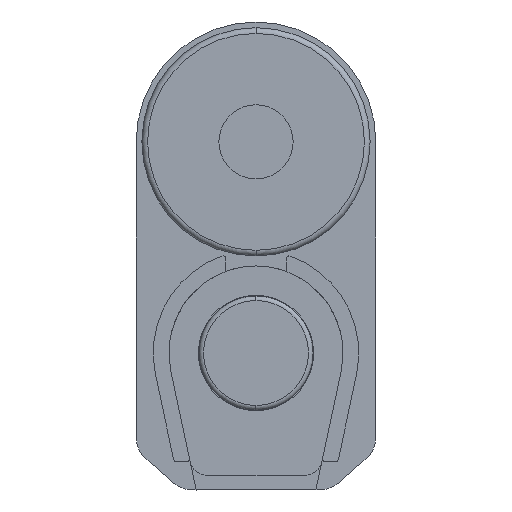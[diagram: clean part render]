
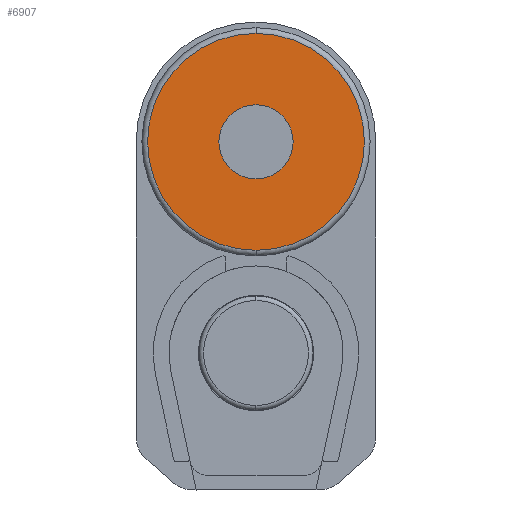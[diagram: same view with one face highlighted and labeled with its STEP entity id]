
A CAD part, front view. The second image highlights one B-rep face of the part: STEP entity #6907.
In plain terms, the highlighted planar face has unit normal (0, -1, 0).
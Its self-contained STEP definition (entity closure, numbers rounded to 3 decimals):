
#172 = EDGE_CURVE ( 'NONE', #22064, #21175, #1612, .T. ) ;
#638 = AXIS2_PLACEMENT_3D ( 'NONE', #14764, #16389, #6001 ) ;
#857 = VERTEX_POINT ( 'NONE', #13734 ) ;
#869 = AXIS2_PLACEMENT_3D ( 'NONE', #16891, #13287, #11376 ) ;
#1403 = CARTESIAN_POINT ( 'NONE',  ( 0., -79., 1. ) ) ;
#1612 = CIRCLE ( 'NONE', #8466, 19. ) ;
#3019 = AXIS2_PLACEMENT_3D ( 'NONE', #9407, #14755, #14904 ) ;
#3224 = VERTEX_POINT ( 'NONE', #15695 ) ;
#3285 = CARTESIAN_POINT ( 'NONE',  ( 0., -79., 39. ) ) ;
#3452 = DIRECTION ( 'NONE',  ( 0., -1., 0. ) ) ;
#3537 = EDGE_LOOP ( 'NONE', ( #8581, #10507 ) ) ;
#4834 = EDGE_CURVE ( 'NONE', #3224, #857, #5362, .T. ) ;
#5362 = CIRCLE ( 'NONE', #638, 6.5 ) ;
#6001 = DIRECTION ( 'NONE',  ( 0., 0., -1. ) ) ;
#6907 = ADVANCED_FACE ( 'NONE', ( #10463, #11557 ), #13003, .T. ) ;
#8466 = AXIS2_PLACEMENT_3D ( 'NONE', #8551, #17486, #20920 ) ;
#8551 = CARTESIAN_POINT ( 'NONE',  ( 0., -79., 20. ) ) ;
#8581 = ORIENTED_EDGE ( 'NONE', *, *, #172, .T. ) ;
#9407 = CARTESIAN_POINT ( 'NONE',  ( 0., -79., 0. ) ) ;
#10463 = FACE_BOUND ( 'NONE', #16956, .T. ) ;
#10507 = ORIENTED_EDGE ( 'NONE', *, *, #19252, .T. ) ;
#10811 = CIRCLE ( 'NONE', #11543, 19. ) ;
#11084 = CARTESIAN_POINT ( 'NONE',  ( 0., -79., 20. ) ) ;
#11376 = DIRECTION ( 'NONE',  ( 0., 0., -1. ) ) ;
#11543 = AXIS2_PLACEMENT_3D ( 'NONE', #11084, #3452, #12586 ) ;
#11557 = FACE_OUTER_BOUND ( 'NONE', #3537, .T. ) ;
#12586 = DIRECTION ( 'NONE',  ( 0., 0., -1. ) ) ;
#13003 = PLANE ( 'NONE',  #3019 ) ;
#13287 = DIRECTION ( 'NONE',  ( 0., -1., 0. ) ) ;
#13734 = CARTESIAN_POINT ( 'NONE',  ( 0., -79., 13.5 ) ) ;
#14755 = DIRECTION ( 'NONE',  ( 0., -1., 0. ) ) ;
#14764 = CARTESIAN_POINT ( 'NONE',  ( 0., -79., 20. ) ) ;
#14904 = DIRECTION ( 'NONE',  ( 0., 0., -1. ) ) ;
#15695 = CARTESIAN_POINT ( 'NONE',  ( 0., -79., 26.5 ) ) ;
#16389 = DIRECTION ( 'NONE',  ( 0., -1., 0. ) ) ;
#16891 = CARTESIAN_POINT ( 'NONE',  ( 0., -79., 20. ) ) ;
#16956 = EDGE_LOOP ( 'NONE', ( #22156, #20813 ) ) ;
#17486 = DIRECTION ( 'NONE',  ( 0., -1., 0. ) ) ;
#17952 = CIRCLE ( 'NONE', #869, 6.5 ) ;
#18851 = EDGE_CURVE ( 'NONE', #857, #3224, #17952, .T. ) ;
#19252 = EDGE_CURVE ( 'NONE', #21175, #22064, #10811, .T. ) ;
#20813 = ORIENTED_EDGE ( 'NONE', *, *, #18851, .F. ) ;
#20920 = DIRECTION ( 'NONE',  ( 0., 0., -1. ) ) ;
#21175 = VERTEX_POINT ( 'NONE', #3285 ) ;
#22064 = VERTEX_POINT ( 'NONE', #1403 ) ;
#22156 = ORIENTED_EDGE ( 'NONE', *, *, #4834, .F. ) ;
